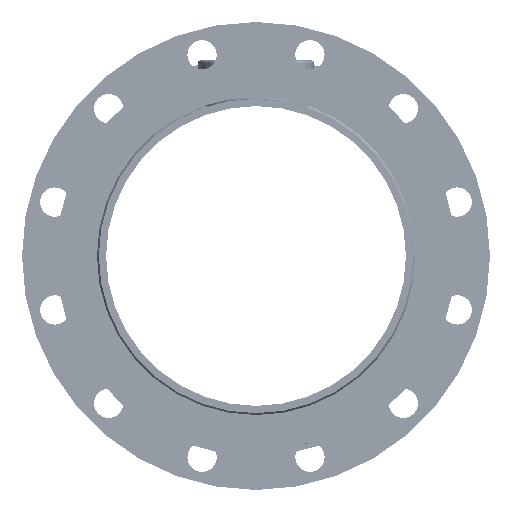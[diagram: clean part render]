
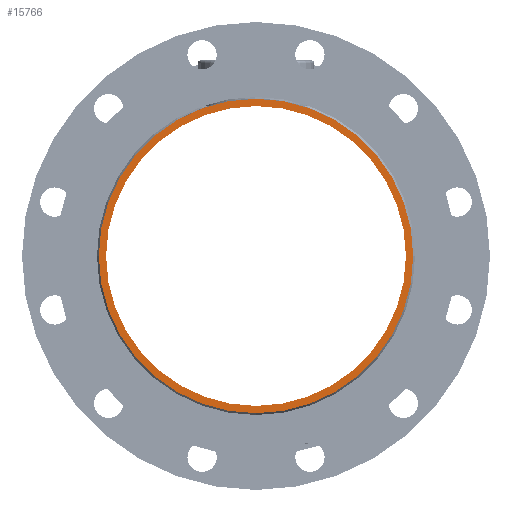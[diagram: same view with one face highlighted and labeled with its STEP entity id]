
A CAD part, front view. The second image highlights one B-rep face of the part: STEP entity #15766.
In plain terms, the highlighted planar face has unit normal (0, -1, 0).
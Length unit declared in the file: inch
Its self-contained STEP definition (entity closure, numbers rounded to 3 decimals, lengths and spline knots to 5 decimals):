
#620 = AXIS2_PLACEMENT_3D ( 'NONE', #3295, #22386, #10814 ) ;
#971 = ORIENTED_EDGE ( 'NONE', *, *, #9797, .F. ) ;
#1172 = EDGE_CURVE ( 'NONE', #2806, #18893, #10840, .T. ) ;
#2033 = FACE_BOUND ( 'NONE', #6920, .T. ) ;
#2746 = DIRECTION ( 'NONE',  ( 0., -1., 0. ) ) ;
#2806 = VERTEX_POINT ( 'NONE', #10717 ) ;
#3265 = CARTESIAN_POINT ( 'NONE',  ( 0., 0., 0. ) ) ;
#3295 = CARTESIAN_POINT ( 'NONE',  ( 0., 0., 0. ) ) ;
#3301 = VERTEX_POINT ( 'NONE', #6980 ) ;
#3553 = CIRCLE ( 'NONE', #17356, 5.125 ) ;
#4292 = EDGE_CURVE ( 'NONE', #18893, #2806, #10918, .T. ) ;
#4596 = CARTESIAN_POINT ( 'NONE',  ( -5.375, 0., 0. ) ) ;
#5129 = DIRECTION ( 'NONE',  ( 0., -1., 0. ) ) ;
#6452 = CARTESIAN_POINT ( 'NONE',  ( 0., 0., 0. ) ) ;
#6473 = DIRECTION ( 'NONE',  ( 0., 1., 0. ) ) ;
#6920 = EDGE_LOOP ( 'NONE', ( #19575, #971 ) ) ;
#6980 = CARTESIAN_POINT ( 'NONE',  ( 0., 0., 5.125 ) ) ;
#7993 = CARTESIAN_POINT ( 'NONE',  ( 0., 0., -5.125 ) ) ;
#8098 = CARTESIAN_POINT ( 'NONE',  ( 0., 0., -5.375 ) ) ;
#8823 = DIRECTION ( 'NONE',  ( 0., 0., -1. ) ) ;
#9264 = EDGE_LOOP ( 'NONE', ( #24050, #12101 ) ) ;
#9797 = EDGE_CURVE ( 'NONE', #3301, #10665, #3553, .T. ) ;
#10665 = VERTEX_POINT ( 'NONE', #7993 ) ;
#10717 = CARTESIAN_POINT ( 'NONE',  ( 0., 0., 5.375 ) ) ;
#10814 = DIRECTION ( 'NONE',  ( 0., 0., -1. ) ) ;
#10840 = CIRCLE ( 'NONE', #620, 5.375 ) ;
#10918 = CIRCLE ( 'NONE', #22705, 5.375 ) ;
#12101 = ORIENTED_EDGE ( 'NONE', *, *, #1172, .T. ) ;
#12110 = DIRECTION ( 'NONE',  ( 0., -1., 0. ) ) ;
#12883 = AXIS2_PLACEMENT_3D ( 'NONE', #17669, #2746, #19756 ) ;
#13717 = DIRECTION ( 'NONE',  ( 0., 0., 1. ) ) ;
#14840 = EDGE_CURVE ( 'NONE', #10665, #3301, #17587, .T. ) ;
#15766 = ADVANCED_FACE ( 'NONE', ( #2033, #16076 ), #15823, .F. ) ;
#15823 = PLANE ( 'NONE',  #16463 ) ;
#16076 = FACE_OUTER_BOUND ( 'NONE', #9264, .T. ) ;
#16463 = AXIS2_PLACEMENT_3D ( 'NONE', #4596, #6473, #17680 ) ;
#17356 = AXIS2_PLACEMENT_3D ( 'NONE', #6452, #12110, #13717 ) ;
#17587 = CIRCLE ( 'NONE', #12883, 5.125 ) ;
#17669 = CARTESIAN_POINT ( 'NONE',  ( 0., 0., 0. ) ) ;
#17680 = DIRECTION ( 'NONE',  ( 0., 0., 1. ) ) ;
#18893 = VERTEX_POINT ( 'NONE', #8098 ) ;
#19575 = ORIENTED_EDGE ( 'NONE', *, *, #14840, .F. ) ;
#19756 = DIRECTION ( 'NONE',  ( 0., 0., 1. ) ) ;
#22386 = DIRECTION ( 'NONE',  ( 0., -1., 0. ) ) ;
#22705 = AXIS2_PLACEMENT_3D ( 'NONE', #3265, #5129, #8823 ) ;
#24050 = ORIENTED_EDGE ( 'NONE', *, *, #4292, .T. ) ;
